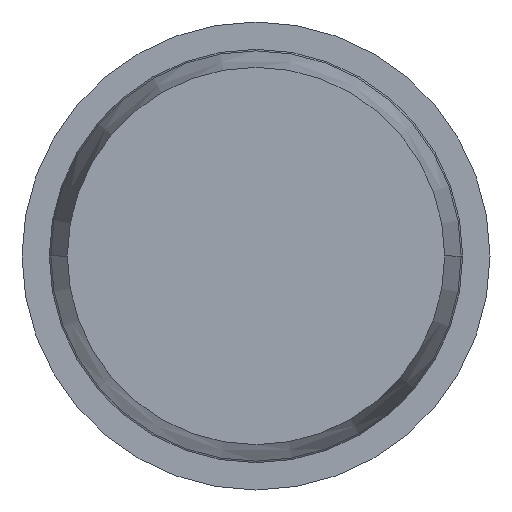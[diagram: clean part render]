
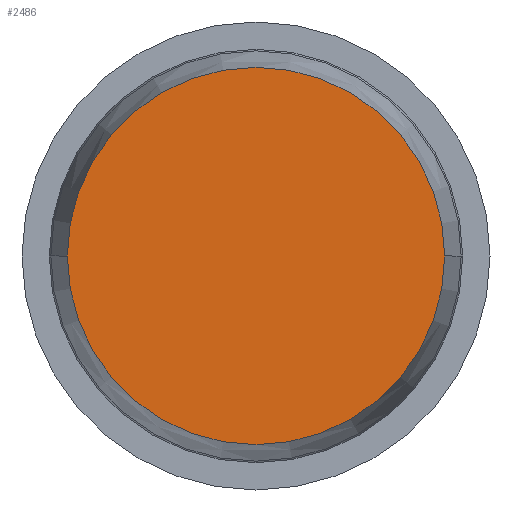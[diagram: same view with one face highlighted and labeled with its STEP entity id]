
A CAD part, front view. The second image highlights one B-rep face of the part: STEP entity #2486.
In plain terms, the highlighted planar face has unit normal (0, -1, 0).
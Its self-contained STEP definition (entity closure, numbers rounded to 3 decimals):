
#4 = VERTEX_POINT ( 'NONE', #208 ) ;
#97 = AXIS2_PLACEMENT_3D ( 'NONE', #2060, #1337, #541 ) ;
#208 = CARTESIAN_POINT ( 'NONE',  ( 1.209, -19., 0. ) ) ;
#223 = CARTESIAN_POINT ( 'NONE',  ( 0., -19., 0. ) ) ;
#462 = PLANE ( 'NONE',  #655 ) ;
#541 = DIRECTION ( 'NONE',  ( 1., 0., 0. ) ) ;
#655 = AXIS2_PLACEMENT_3D ( 'NONE', #223, #1433, #2748 ) ;
#689 = DIRECTION ( 'NONE',  ( 0., -1., 0. ) ) ;
#824 = EDGE_CURVE ( 'Defeature ausgef�hrt1_0+Defeature ausgef�hrt1_10+Defeature ausgef�hrt1_10+Defeature ausgef�hrt1_10', #4, #2193, #1524, .T. ) ;
#1140 = ORIENTED_EDGE ( 'NONE', *, *, #824, .T. ) ;
#1337 = DIRECTION ( 'NONE',  ( 0., -1., 0. ) ) ;
#1433 = DIRECTION ( 'NONE',  ( 0., -1., 0. ) ) ;
#1524 = CIRCLE ( 'NONE', #97, 1.209 ) ;
#1628 = CARTESIAN_POINT ( 'NONE',  ( -1.209, -19., 0. ) ) ;
#1919 = EDGE_LOOP ( 'NONE', ( #2964, #1140 ) ) ;
#2008 = AXIS2_PLACEMENT_3D ( 'NONE', #2679, #689, #2904 ) ;
#2060 = CARTESIAN_POINT ( 'NONE',  ( 0., -19., 0. ) ) ;
#2137 = EDGE_CURVE ( 'Defeature ausgef�hrt1_0+Defeature ausgef�hrt1_10+Defeature ausgef�hrt1_10+Defeature ausgef�hrt1_10', #2193, #4, #3015, .T. ) ;
#2193 = VERTEX_POINT ( 'NONE', #1628 ) ;
#2486 = ADVANCED_FACE ( 'Defeature ausgef�hrt1_0', ( #3006 ), #462, .T. ) ;
#2679 = CARTESIAN_POINT ( 'NONE',  ( 0., -19., 0. ) ) ;
#2748 = DIRECTION ( 'NONE',  ( 1., 0., 0. ) ) ;
#2904 = DIRECTION ( 'NONE',  ( 1., 0., 0. ) ) ;
#2964 = ORIENTED_EDGE ( 'NONE', *, *, #2137, .T. ) ;
#3006 = FACE_OUTER_BOUND ( 'NONE', #1919, .T. ) ;
#3015 = CIRCLE ( 'NONE', #2008, 1.209 ) ;
